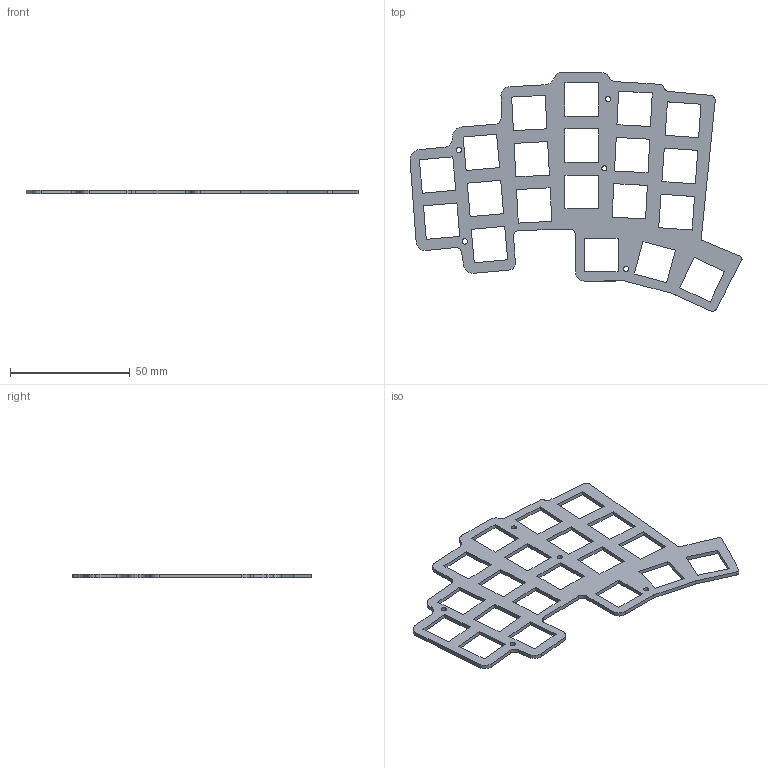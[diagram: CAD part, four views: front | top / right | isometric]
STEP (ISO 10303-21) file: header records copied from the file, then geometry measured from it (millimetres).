
FILE_DESCRIPTION(('KiCad electronic assembly'),'2;1');
FILE_NAME('Hopper-mx - Plate.step','2022-11-07T21:05:43',('Pcbnew'),( 'Kicad'),'Open CASCADE STEP processor 7.6','KiCad to STEP converter' ,'Unknown');
FILE_SCHEMA(('AUTOMOTIVE_DESIGN { 1 0 10303 214 1 1 1 1 }'));
Length unit declared in the file: millimetre
Products named in the file (2): Hopper-mx - Plate 1; Hopper-mx - Plate PCB
Assembly tree (1 placements, depth 2):
  Hopper-mx - Plate 1
    Hopper-mx - Plate PCB
Bounding box: 138.43 x 99.66 x 1.6 mm (x, y, z)
Volume: 7872 mm3; surface area: 12424.4 mm2
Topology: 1 solids, 1 shells, 129 faces, 381 edges, 254 vertices
Faces by surface type: plane 102, cylinder 27
Full cylindrical faces by diameter (mm): 2.2 x5
Entity records: 9369 total; most frequent: CARTESIAN_POINT 1528, DIRECTION 1459, LINE 1035, VECTOR 1035, ORIENTED_EDGE 762, PCURVE 762, DEFINITIONAL_REPRESENTATION 762, EDGE_CURVE 381
